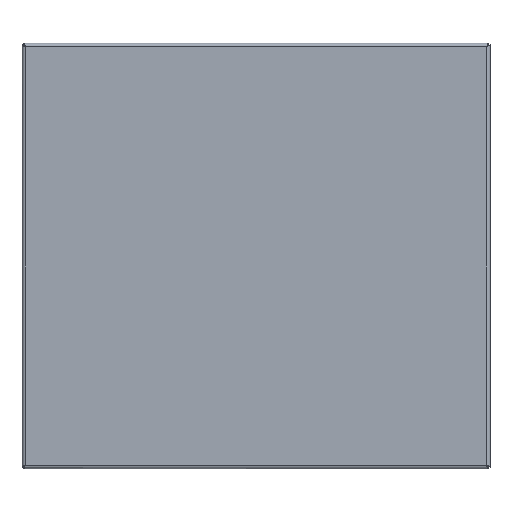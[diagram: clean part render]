
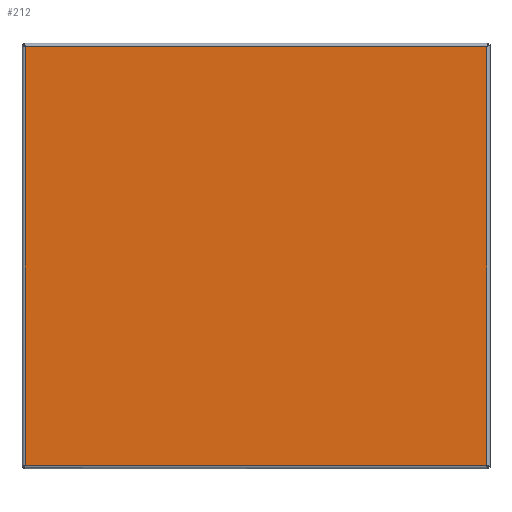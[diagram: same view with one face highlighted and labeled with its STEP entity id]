
A CAD part, top view. The second image highlights one B-rep face of the part: STEP entity #212.
In plain terms, the highlighted planar face has unit normal (0, 0, 1).
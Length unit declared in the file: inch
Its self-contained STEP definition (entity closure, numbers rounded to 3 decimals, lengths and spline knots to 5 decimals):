
#2 = ORIENTED_EDGE ( 'NONE', *, *, #1825, .T. ) ;
#10 = VERTEX_POINT ( 'NONE', #76 ) ;
#15 = VECTOR ( 'NONE', #1534, 39.37008 ) ;
#76 = CARTESIAN_POINT ( 'NONE',  ( -10.844, 9.844, 1. ) ) ;
#150 = ORIENTED_EDGE ( 'NONE', *, *, #2116, .T. ) ;
#194 = VERTEX_POINT ( 'NONE', #1094 ) ;
#212 = ADVANCED_FACE ( 'NONE', ( #1816 ), #933, .T. ) ;
#268 = EDGE_CURVE ( 'NONE', #10, #2288, #1976, .T. ) ;
#316 = LINE ( 'NONE', #1028, #911 ) ;
#336 = EDGE_LOOP ( 'NONE', ( #150, #1317, #2133, #2 ) ) ;
#365 = CARTESIAN_POINT ( 'NONE',  ( -10.844, 0., 1. ) ) ;
#658 = CARTESIAN_POINT ( 'NONE',  ( 10.844, 0., 1. ) ) ;
#674 = CARTESIAN_POINT ( 'NONE',  ( 0., -9.844, 1. ) ) ;
#911 = VECTOR ( 'NONE', #2246, 39.37008 ) ;
#933 = PLANE ( 'NONE',  #945 ) ;
#945 = AXIS2_PLACEMENT_3D ( 'NONE', #1627, #1467, #1254 ) ;
#1003 = CARTESIAN_POINT ( 'NONE',  ( 10.844, 9.844, 1. ) ) ;
#1028 = CARTESIAN_POINT ( 'NONE',  ( 0., 9.844, 1. ) ) ;
#1080 = DIRECTION ( 'NONE',  ( 0., -1., 0. ) ) ;
#1094 = CARTESIAN_POINT ( 'NONE',  ( 10.844, -9.844, 1. ) ) ;
#1254 = DIRECTION ( 'NONE',  ( 1., 0., 0. ) ) ;
#1317 = ORIENTED_EDGE ( 'NONE', *, *, #268, .T. ) ;
#1320 = LINE ( 'NONE', #658, #1876 ) ;
#1467 = DIRECTION ( 'NONE',  ( 0., 0., 1. ) ) ;
#1534 = DIRECTION ( 'NONE',  ( 1., 0., 0. ) ) ;
#1595 = EDGE_CURVE ( 'NONE', #2288, #194, #2290, .T. ) ;
#1627 = CARTESIAN_POINT ( 'NONE',  ( 0., 0., 1. ) ) ;
#1816 = FACE_OUTER_BOUND ( 'NONE', #336, .T. ) ;
#1825 = EDGE_CURVE ( 'NONE', #194, #1836, #1320, .T. ) ;
#1836 = VERTEX_POINT ( 'NONE', #1003 ) ;
#1876 = VECTOR ( 'NONE', #2251, 39.37008 ) ;
#1976 = LINE ( 'NONE', #365, #2297 ) ;
#1988 = CARTESIAN_POINT ( 'NONE',  ( -10.844, -9.844, 1. ) ) ;
#2116 = EDGE_CURVE ( 'NONE', #1836, #10, #316, .T. ) ;
#2133 = ORIENTED_EDGE ( 'NONE', *, *, #1595, .T. ) ;
#2246 = DIRECTION ( 'NONE',  ( -1., 0., 0. ) ) ;
#2251 = DIRECTION ( 'NONE',  ( 0., 1., 0. ) ) ;
#2288 = VERTEX_POINT ( 'NONE', #1988 ) ;
#2290 = LINE ( 'NONE', #674, #15 ) ;
#2297 = VECTOR ( 'NONE', #1080, 39.37008 ) ;
